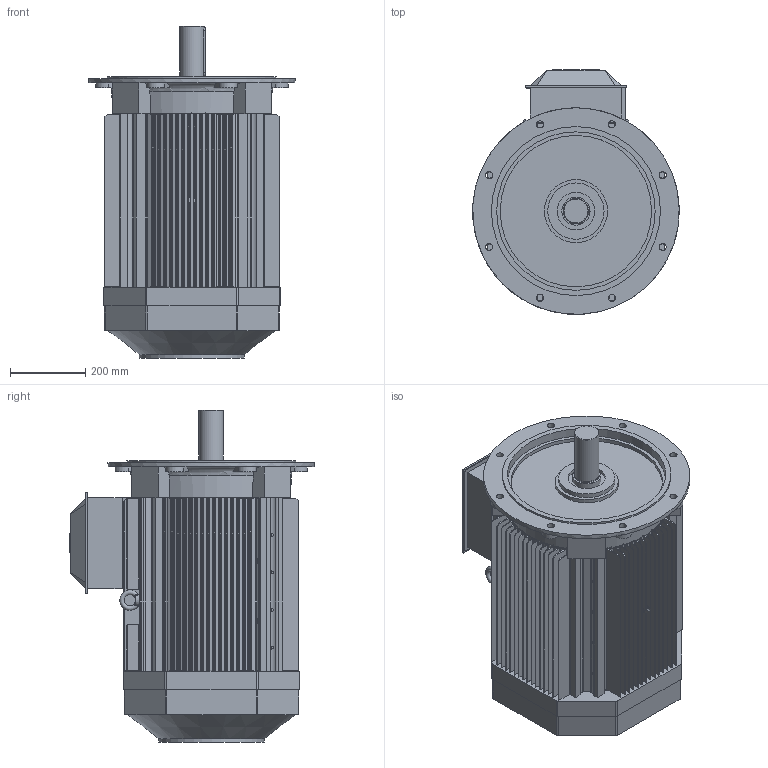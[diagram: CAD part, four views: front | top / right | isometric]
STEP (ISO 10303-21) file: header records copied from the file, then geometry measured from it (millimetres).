
FILE_DESCRIPTION((''),'2;1');
FILE_NAME('M2AA IE2 250 4-8P VOLT.CODE S B5.stp','2015-07-02T13:22:54',('sejotaa1'),(''),'Autodesk Inventor 2011','Autodesk Inventor 2011','');
FILE_SCHEMA(('AUTOMOTIVE_DESIGN { 1 0 10303 214 1 1 1 1 }'));
Length unit declared in the file: millimetre
Products named in the file (1): M2AA IE2 250 4-8P VOLT.CODE S B5
Bounding box: 549.48 x 651.17 x 884 mm (x, y, z)
Volume: 126219550.4 mm3; surface area: 9982467.5 mm2
Topology: 18 solids, 18 shells, 2150 faces, 5762 edges, 3786 vertices
Faces by surface type: plane 1062, cylinder 928, bspline 70, cone 52, torus 38
Full cylindrical faces by diameter (mm): 3.3 x8, 5.5 x8, 12 x4, 16 x2, 19 x16, 59 x2, 62 x2, 63 x4, 64.4 x4, 65 x6, 74.4 x2, 75 x2, 76 x2, 86 x2, 90 x2, 90.1 x2, 100 x2, 150 x2, 168 x2, 280.294 x2, 403 x2, 410 x2, 418 x4, 422 x2, 450 x2, 550 x2
Entity records: 74147 total; most frequent: CARTESIAN_POINT 17463, DIRECTION 11640, ORIENTED_EDGE 11172, EDGE_CURVE 5586, AXIS2_PLACEMENT_3D 4273, VERTEX_POINT 3760, VECTOR 3094, LINE 3094
